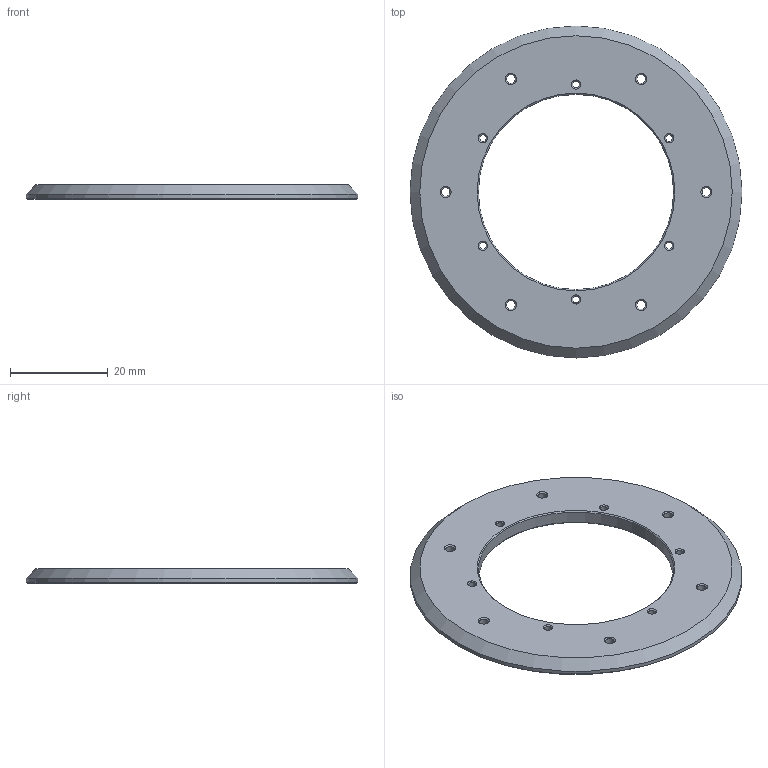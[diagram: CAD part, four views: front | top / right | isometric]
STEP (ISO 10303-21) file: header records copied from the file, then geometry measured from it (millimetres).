
FILE_DESCRIPTION(/* description */ ('Unknown'),/* implementation_level */ '2;1');
FILE_NAME(/* name */ 'lomo_LCA_nikonZ_cap',/* time_stamp */ '2024-03-15T12:14:59-04:00',/* author */ ('Unknown'),/* organization */ ('Unknown'),/* preprocessor_version */ 'ST-DEVELOPER v18.1',/* originating_system */ 'Solid Edge',/* authorisation */ 'Unknown');
FILE_SCHEMA (('AUTOMOTIVE_DESIGN {1 0 10303 214 3 1 1}'));
Length unit declared in the file: millimetre
Products named in the file (1): lomo_LCA_nikonZ_mount
Bounding box: 68 x 68 x 3 mm (x, y, z)
Volume: 6549.3 mm3; surface area: 5604.1 mm2
Topology: 1 solids, 1 shells, 56 faces, 128 edges, 80 vertices
Faces by surface type: cone 28, cylinder 20, plane 8
Full cylindrical faces by diameter (mm): 1.4 x6, 1.8 x6, 3.5 x6, 40 x1, 68 x1
Entity records: 1326 total; most frequent: DIRECTION 250, CARTESIAN_POINT 193, ORIENTED_EDGE 136, EDGE_LOOP 136, FACE_BOUND 136, AXIS2_PLACEMENT_3D 125, EDGE_CURVE 68, VERTEX_POINT 68
